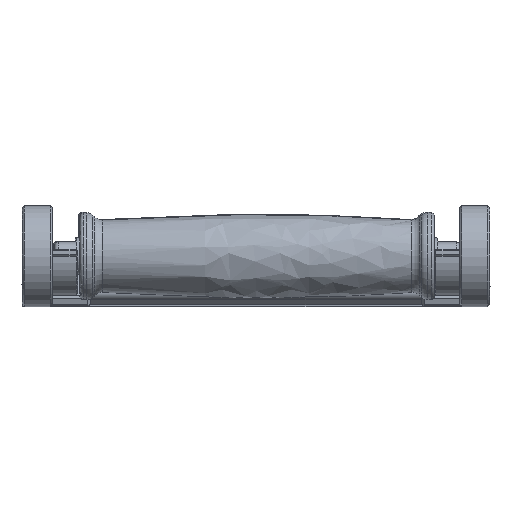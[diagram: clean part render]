
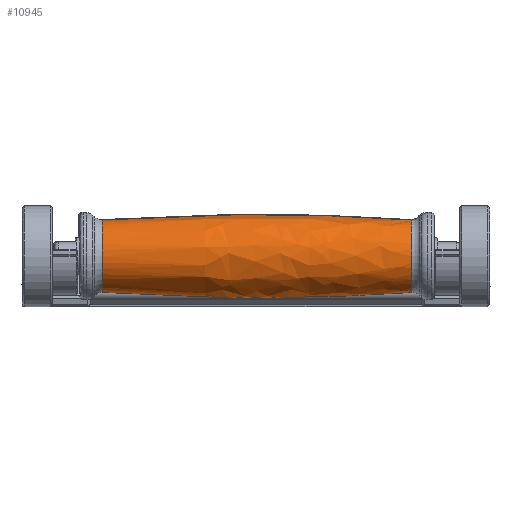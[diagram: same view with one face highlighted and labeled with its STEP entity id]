
A CAD part, left-side view. The second image highlights one B-rep face of the part: STEP entity #10945.
In plain terms, the highlighted free-form (B-spline) face has degree [3, 3] with [18, 4] control points.
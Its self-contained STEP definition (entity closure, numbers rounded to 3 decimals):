
#156=B_SPLINE_SURFACE_WITH_KNOTS('',3,3,((#24105,#24106,#24107,#24108),
(#24109,#24110,#24111,#24112),(#24113,#24114,#24115,#24116),(#24117,#24118,
#24119,#24120),(#24121,#24122,#24123,#24124),(#24125,#24126,#24127,#24128),
(#24129,#24130,#24131,#24132),(#24133,#24134,#24135,#24136),(#24137,#24138,
#24139,#24140),(#24141,#24142,#24143,#24144),(#24145,#24146,#24147,#24148),
(#24149,#24150,#24151,#24152),(#24153,#24154,#24155,#24156),(#24157,#24158,
#24159,#24160),(#24161,#24162,#24163,#24164),(#24165,#24166,#24167,#24168),
(#24169,#24170,#24171,#24172),(#24173,#24174,#24175,#24176)),
 .UNSPECIFIED.,.T.,.F.,.F.,(4,1,1,1,1,1,1,1,1,1,1,1,1,1,1,4),(4,4),(0.,
0.071,0.143,0.214,0.286,
0.357,0.429,0.524,0.548,
0.571,0.667,0.714,0.786,
0.857,0.929,1.),(0.,1.),.UNSPECIFIED.);
#489=B_SPLINE_CURVE_WITH_KNOTS('',3,(#24177,#24178,#24179,#24180),
 .UNSPECIFIED.,.F.,.F.,(4,4),(0.,1.),.UNSPECIFIED.);
#3180=FACE_OUTER_BOUND('',#3857,.T.);
#3857=EDGE_LOOP('',(#9669,#9670,#9671,#9672,#9673));
#4165=CIRCLE('',#11775,10.);
#4166=CIRCLE('',#11776,10.);
#4195=CIRCLE('',#11821,10.);
#5059=VERTEX_POINT('',#23935);
#5060=VERTEX_POINT('',#23937);
#5086=VERTEX_POINT('',#24102);
#6583=EDGE_CURVE('',#5059,#5060,#4165,.T.);
#6584=EDGE_CURVE('',#5060,#5059,#4166,.T.);
#6622=EDGE_CURVE('',#5086,#5086,#4195,.T.);
#6623=EDGE_CURVE('',#5060,#5086,#489,.T.);
#9669=ORIENTED_EDGE('',*,*,#6584,.F.);
#9670=ORIENTED_EDGE('',*,*,#6623,.T.);
#9671=ORIENTED_EDGE('',*,*,#6622,.F.);
#9672=ORIENTED_EDGE('',*,*,#6623,.F.);
#9673=ORIENTED_EDGE('',*,*,#6583,.F.);
#10945=ADVANCED_FACE('',(#3180),#156,.F.);
#11775=AXIS2_PLACEMENT_3D('',#23938,#14282,#14283);
#11776=AXIS2_PLACEMENT_3D('',#23939,#14284,#14285);
#11821=AXIS2_PLACEMENT_3D('',#24104,#14378,#14379);
#14282=DIRECTION('center_axis',(0.,1.,0.));
#14283=DIRECTION('ref_axis',(0.,0.,
1.));
#14284=DIRECTION('center_axis',(0.,1.,0.));
#14285=DIRECTION('ref_axis',(0.,0.,
1.));
#14378=DIRECTION('center_axis',(0.,-1.,0.));
#14379=DIRECTION('ref_axis',(0.,0.,
-1.));
#23935=CARTESIAN_POINT('',(-63.229,55.362,4.269));
#23937=CARTESIAN_POINT('',(-63.229,55.362,24.27));
#23938=CARTESIAN_POINT('Origin',(-63.229,55.362,14.27));
#23939=CARTESIAN_POINT('Origin',(-63.229,55.362,14.27));
#24102=CARTESIAN_POINT('',(-63.229,-30.224,24.27));
#24104=CARTESIAN_POINT('Origin',(-63.229,-30.224,14.27));
#24105=CARTESIAN_POINT('Ctrl Pts',(-63.229,55.362,24.27));
#24106=CARTESIAN_POINT('Ctrl Pts',(-63.229,26.833,26.269));
#24107=CARTESIAN_POINT('Ctrl Pts',(-63.229,-1.695,26.269));
#24108=CARTESIAN_POINT('Ctrl Pts',(-63.229,-30.224,
24.27));
#24109=CARTESIAN_POINT('Ctrl Pts',(-61.733,55.362,24.27));
#24110=CARTESIAN_POINT('Ctrl Pts',(-61.434,26.833,26.27));
#24111=CARTESIAN_POINT('Ctrl Pts',(-61.434,-1.695,
26.27));
#24112=CARTESIAN_POINT('Ctrl Pts',(-61.733,-30.224,
24.27));
#24113=CARTESIAN_POINT('Ctrl Pts',(-58.742,55.362,23.587));
#24114=CARTESIAN_POINT('Ctrl Pts',(-57.845,26.833,25.45));
#24115=CARTESIAN_POINT('Ctrl Pts',(-57.845,-1.695,25.45));
#24116=CARTESIAN_POINT('Ctrl Pts',(-58.742,-30.224,
23.587));
#24117=CARTESIAN_POINT('Ctrl Pts',(-55.142,55.362,20.718));
#24118=CARTESIAN_POINT('Ctrl Pts',(-53.525,26.833,22.007));
#24119=CARTESIAN_POINT('Ctrl Pts',(-53.525,-1.695,
22.007));
#24120=CARTESIAN_POINT('Ctrl Pts',(-55.142,-30.224,20.718));
#24121=CARTESIAN_POINT('Ctrl Pts',(-53.147,55.362,16.571));
#24122=CARTESIAN_POINT('Ctrl Pts',(-51.131,26.833,17.031));
#24123=CARTESIAN_POINT('Ctrl Pts',(-51.131,-1.695,
17.031));
#24124=CARTESIAN_POINT('Ctrl Pts',(-53.147,-30.224,16.571));
#24125=CARTESIAN_POINT('Ctrl Pts',(-53.147,55.362,11.967));
#24126=CARTESIAN_POINT('Ctrl Pts',(-51.13,26.833,11.506));
#24127=CARTESIAN_POINT('Ctrl Pts',(-51.13,-1.695,
11.506));
#24128=CARTESIAN_POINT('Ctrl Pts',(-53.147,-30.224,
11.967));
#24129=CARTESIAN_POINT('Ctrl Pts',(-55.145,55.362,7.823));
#24130=CARTESIAN_POINT('Ctrl Pts',(-53.528,26.833,6.534));
#24131=CARTESIAN_POINT('Ctrl Pts',(-53.528,-1.695,
6.534));
#24132=CARTESIAN_POINT('Ctrl Pts',(-55.145,-30.224,
7.823));
#24133=CARTESIAN_POINT('Ctrl Pts',(-59.141,55.362,4.627));
#24134=CARTESIAN_POINT('Ctrl Pts',(-58.324,26.833,2.699));
#24135=CARTESIAN_POINT('Ctrl Pts',(-58.324,-1.695,
2.699));
#24136=CARTESIAN_POINT('Ctrl Pts',(-59.141,-30.224,
4.627));
#24137=CARTESIAN_POINT('Ctrl Pts',(-63.264,55.362,4.004));
#24138=CARTESIAN_POINT('Ctrl Pts',(-63.271,26.833,1.951));
#24139=CARTESIAN_POINT('Ctrl Pts',(-63.271,-1.695,1.951));
#24140=CARTESIAN_POINT('Ctrl Pts',(-63.264,-30.224,
4.004));
#24141=CARTESIAN_POINT('Ctrl Pts',(-66.188,55.362,4.678));
#24142=CARTESIAN_POINT('Ctrl Pts',(-66.78,26.833,2.76));
#24143=CARTESIAN_POINT('Ctrl Pts',(-66.78,-1.695,
2.76));
#24144=CARTESIAN_POINT('Ctrl Pts',(-66.188,-30.224,
4.678));
#24145=CARTESIAN_POINT('Ctrl Pts',(-68.985,55.362,5.769));
#24146=CARTESIAN_POINT('Ctrl Pts',(-70.136,26.833,4.068));
#24147=CARTESIAN_POINT('Ctrl Pts',(-70.136,-1.695,
4.068));
#24148=CARTESIAN_POINT('Ctrl Pts',(-68.985,-30.224,
5.769));
#24149=CARTESIAN_POINT('Ctrl Pts',(-71.653,55.362,8.253));
#24150=CARTESIAN_POINT('Ctrl Pts',(-73.338,26.833,7.049));
#24151=CARTESIAN_POINT('Ctrl Pts',(-73.338,-1.695,
7.049));
#24152=CARTESIAN_POINT('Ctrl Pts',(-71.653,-30.224,
8.253));
#24153=CARTESIAN_POINT('Ctrl Pts',(-73.309,55.362,12.482));
#24154=CARTESIAN_POINT('Ctrl Pts',(-75.324,26.833,12.125));
#24155=CARTESIAN_POINT('Ctrl Pts',(-75.324,-1.695,
12.125));
#24156=CARTESIAN_POINT('Ctrl Pts',(-73.309,-30.224,
12.482));
#24157=CARTESIAN_POINT('Ctrl Pts',(-73.311,55.362,16.571));
#24158=CARTESIAN_POINT('Ctrl Pts',(-75.328,26.833,17.03));
#24159=CARTESIAN_POINT('Ctrl Pts',(-75.328,-1.695,
17.03));
#24160=CARTESIAN_POINT('Ctrl Pts',(-73.311,-30.224,
16.571));
#24161=CARTESIAN_POINT('Ctrl Pts',(-71.313,55.362,20.719));
#24162=CARTESIAN_POINT('Ctrl Pts',(-72.93,26.833,22.008));
#24163=CARTESIAN_POINT('Ctrl Pts',(-72.93,-1.695,22.008));
#24164=CARTESIAN_POINT('Ctrl Pts',(-71.313,-30.224,
20.719));
#24165=CARTESIAN_POINT('Ctrl Pts',(-67.716,55.362,23.587));
#24166=CARTESIAN_POINT('Ctrl Pts',(-68.613,26.833,25.45));
#24167=CARTESIAN_POINT('Ctrl Pts',(-68.613,-1.695,
25.45));
#24168=CARTESIAN_POINT('Ctrl Pts',(-67.716,-30.224,
23.587));
#24169=CARTESIAN_POINT('Ctrl Pts',(-64.725,55.362,24.27));
#24170=CARTESIAN_POINT('Ctrl Pts',(-65.024,26.833,26.27));
#24171=CARTESIAN_POINT('Ctrl Pts',(-65.024,-1.695,
26.27));
#24172=CARTESIAN_POINT('Ctrl Pts',(-64.725,-30.224,
24.27));
#24173=CARTESIAN_POINT('Ctrl Pts',(-63.229,55.362,24.27));
#24174=CARTESIAN_POINT('Ctrl Pts',(-63.229,26.833,26.269));
#24175=CARTESIAN_POINT('Ctrl Pts',(-63.229,-1.695,26.269));
#24176=CARTESIAN_POINT('Ctrl Pts',(-63.229,-30.224,
24.27));
#24177=CARTESIAN_POINT('Ctrl Pts',(-63.229,55.362,24.27));
#24178=CARTESIAN_POINT('Ctrl Pts',(-63.229,26.833,26.269));
#24179=CARTESIAN_POINT('Ctrl Pts',(-63.229,-1.695,26.269));
#24180=CARTESIAN_POINT('Ctrl Pts',(-63.229,-30.224,
24.27));
